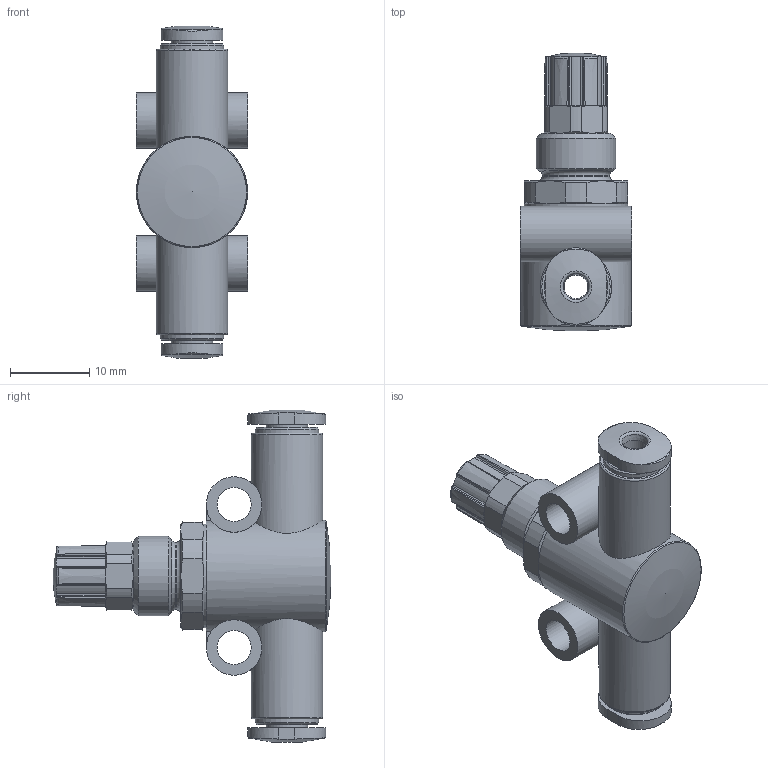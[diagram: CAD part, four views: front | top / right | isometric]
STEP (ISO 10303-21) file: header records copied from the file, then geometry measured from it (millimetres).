
FILE_DESCRIPTION(/* description */ ('STEP AP214'),/* implementation_level */ '2;1');
FILE_NAME(/* name */ '193965_GR-QS-3',/* time_stamp */ '2024-08-23T16:12:51+02:00',/* author */ ('License CC BY-ND 4.0'),/* organization */ ('CADENAS'),/* preprocessor_version */ 'ST-DEVELOPER v19.3',/* originating_system */ 'PARTsolutions',/* authorisation */ ' ');
FILE_SCHEMA (('AUTOMOTIVE_DESIGN {1 0 10303 214 3 1 1}'));
Length unit declared in the file: millimetre
Products named in the file (1): 193965 GR-QS-3---(0)
Bounding box: 14 x 35 x 41.8 mm (x, y, z)
Volume: 5729.5 mm3; surface area: 3687.6 mm2
Topology: 1 solids, 1 shells, 164 faces, 428 edges, 273 vertices
Faces by surface type: cylinder 61, plane 46, cone 38, torus 17, sphere 2
Full cylindrical faces by diameter (mm): 3 x1, 4.3 x2, 5.2 x2, 7 x2, 8 x2, 8.5 x1, 9 x2, 10 x1, 13 x1, 14 x1
Entity records: 6331 total; most frequent: CARTESIAN_POINT 1427, ORIENTED_EDGE 768, DIRECTION 756, EDGE_CURVE 384, AXIS2_PLACEMENT_3D 331, VERTEX_POINT 262, EDGE_LOOP 210, FACE_BOUND 210
